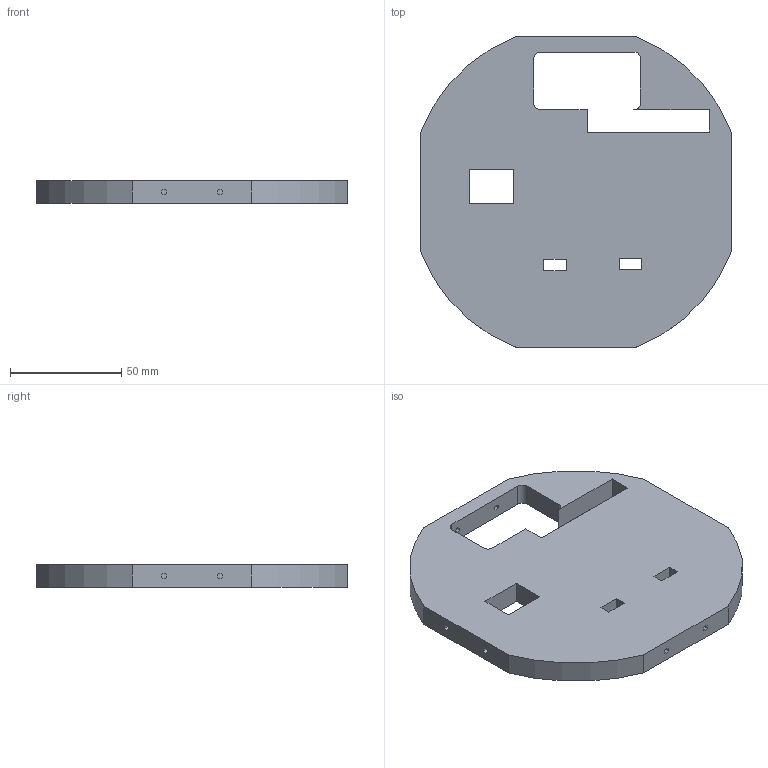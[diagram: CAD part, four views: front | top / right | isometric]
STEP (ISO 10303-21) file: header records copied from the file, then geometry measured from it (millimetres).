
FILE_DESCRIPTION (( 'STEP AP214' ), '1' );
FILE_NAME ('wheel_frame_ver2_3.STEP', '2024-12-24T03:44:49', ( '' ), ( '' ), 'SwSTEP 2.0', 'SolidWorks 2024', '' );
FILE_SCHEMA (( 'AUTOMOTIVE_DESIGN' ));
Length unit declared in the file: millimetre
Products named in the file (1): wheel_frame_ver2_3
Bounding box: 140 x 140 x 10 mm (x, y, z)
Volume: 147257.4 mm3; surface area: 38347.8 mm2
Topology: 1 solids, 1 shells, 88 faces, 240 edges, 160 vertices
Faces by surface type: plane 80, cylinder 8
Entity records: 2787 total; most frequent: CARTESIAN_POINT 489, ORIENTED_EDGE 480, DIRECTION 434, EDGE_CURVE 240, LINE 224, VECTOR 224, VERTEX_POINT 160, EDGE_LOOP 106
